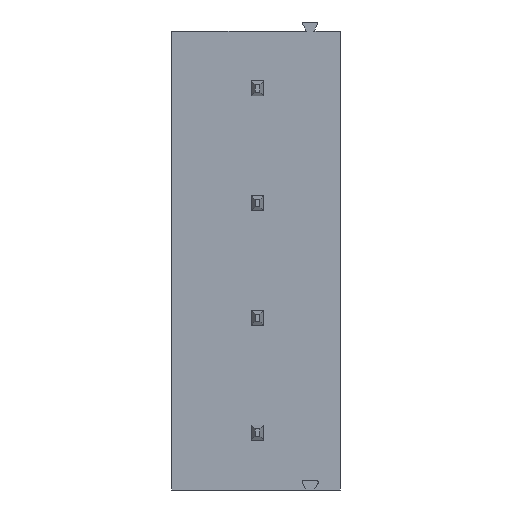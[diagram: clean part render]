
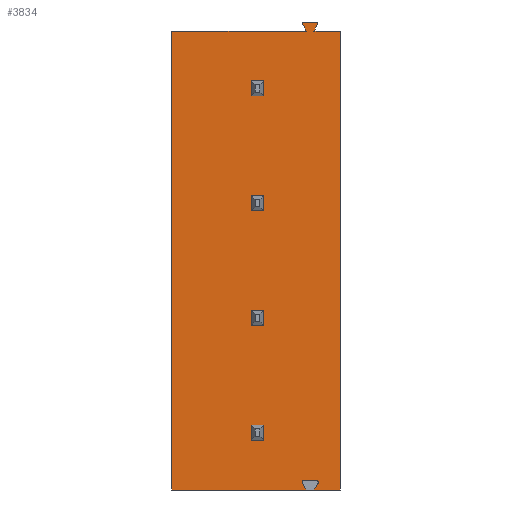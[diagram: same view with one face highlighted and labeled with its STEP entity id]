
A CAD part, front view. The second image highlights one B-rep face of the part: STEP entity #3834.
In plain terms, the highlighted planar face has unit normal (0, -1, 0).
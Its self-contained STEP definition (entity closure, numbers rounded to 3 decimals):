
#22=DIRECTION('',(1.,0.,0.));
#23=VECTOR('',#22,8.935);
#24=CARTESIAN_POINT('',(-5.6,-9.,-26.67));
#25=LINE('',#24,#23);
#38=DIRECTION('',(1.,0.,0.));
#39=VECTOR('',#38,1.735);
#40=CARTESIAN_POINT('',(3.865,-9.,-26.67));
#41=LINE('',#40,#39);
#1013=DIRECTION('',(0.,0.,1.));
#1014=VECTOR('',#1013,30.48);
#1015=CARTESIAN_POINT('',(5.6,-9.,-26.67));
#1016=LINE('',#1015,#1014);
#1081=DIRECTION('',(0.5,0.,-0.866));
#1082=VECTOR('',#1081,0.502);
#1083=CARTESIAN_POINT('',(3.084,-9.,-26.235));
#1084=LINE('',#1083,#1082);
#1085=DIRECTION('',(0.,0.,1.));
#1086=VECTOR('',#1085,30.48);
#1087=CARTESIAN_POINT('',(-5.6,-9.,-26.67));
#1088=LINE('',#1087,#1086);
#1089=DIRECTION('',(0.5,0.,-0.866));
#1090=VECTOR('',#1089,0.468);
#1091=CARTESIAN_POINT('',(3.116,-9.,4.215));
#1092=LINE('',#1091,#1090);
#1093=CARTESIAN_POINT('',(3.229,-9.,4.28));
#1094=DIRECTION('',(0.,-1.,0.));
#1095=DIRECTION('',(0.,0.,1.));
#1096=AXIS2_PLACEMENT_3D('',#1093,#1094,#1095);
#1098=DIRECTION('',(-1.,0.,0.));
#1099=VECTOR('',#1098,0.742);
#1100=CARTESIAN_POINT('',(3.971,-9.,4.41));
#1101=LINE('',#1100,#1099);
#1102=CARTESIAN_POINT('',(3.971,-9.,4.28));
#1103=DIRECTION('',(0.,-1.,0.));
#1104=DIRECTION('',(0.866,0.,-0.5));
#1105=AXIS2_PLACEMENT_3D('',#1102,#1103,#1104);
#1107=DIRECTION('',(0.5,0.,0.866));
#1108=VECTOR('',#1107,0.468);
#1109=CARTESIAN_POINT('',(3.85,-9.,3.81));
#1110=LINE('',#1109,#1108);
#1111=DIRECTION('',(0.5,0.,0.866));
#1112=VECTOR('',#1111,0.502);
#1113=CARTESIAN_POINT('',(3.865,-9.,-26.67));
#1114=LINE('',#1113,#1112);
#1115=CARTESIAN_POINT('',(4.004,-9.,-26.17));
#1116=DIRECTION('',(0.,-1.,0.));
#1117=DIRECTION('',(0.866,0.,-0.5));
#1118=AXIS2_PLACEMENT_3D('',#1115,#1116,#1117);
#1120=DIRECTION('',(-1.,0.,0.));
#1121=VECTOR('',#1120,0.807);
#1122=CARTESIAN_POINT('',(4.004,-9.,-26.04));
#1123=LINE('',#1122,#1121);
#1124=CARTESIAN_POINT('',(3.196,-9.,-26.17));
#1125=DIRECTION('',(0.,-1.,0.));
#1126=DIRECTION('',(0.,0.,1.));
#1127=AXIS2_PLACEMENT_3D('',#1124,#1125,#1126);
#1129=DIRECTION('',(-1.,0.,0.));
#1130=VECTOR('',#1129,0.8);
#1131=CARTESIAN_POINT('',(0.5,-9.,0.5));
#1132=LINE('',#1131,#1130);
#1133=DIRECTION('',(0.,0.,-1.));
#1134=VECTOR('',#1133,1.);
#1135=CARTESIAN_POINT('',(-0.3,-9.,0.5));
#1136=LINE('',#1135,#1134);
#1137=DIRECTION('',(-1.,0.,0.));
#1138=VECTOR('',#1137,0.8);
#1139=CARTESIAN_POINT('',(0.5,-9.,-0.5));
#1140=LINE('',#1139,#1138);
#1141=DIRECTION('',(0.,0.,-1.));
#1142=VECTOR('',#1141,1.);
#1143=CARTESIAN_POINT('',(0.5,-9.,0.5));
#1144=LINE('',#1143,#1142);
#1145=DIRECTION('',(-1.,0.,0.));
#1146=VECTOR('',#1145,0.8);
#1147=CARTESIAN_POINT('',(0.5,-9.,-7.12));
#1148=LINE('',#1147,#1146);
#1149=DIRECTION('',(0.,0.,-1.));
#1150=VECTOR('',#1149,1.);
#1151=CARTESIAN_POINT('',(-0.3,-9.,-7.12));
#1152=LINE('',#1151,#1150);
#1153=DIRECTION('',(-1.,0.,0.));
#1154=VECTOR('',#1153,0.8);
#1155=CARTESIAN_POINT('',(0.5,-9.,-8.12));
#1156=LINE('',#1155,#1154);
#1157=DIRECTION('',(0.,0.,-1.));
#1158=VECTOR('',#1157,1.);
#1159=CARTESIAN_POINT('',(0.5,-9.,-7.12));
#1160=LINE('',#1159,#1158);
#1161=DIRECTION('',(-1.,0.,0.));
#1162=VECTOR('',#1161,0.8);
#1163=CARTESIAN_POINT('',(0.5,-9.,-14.74));
#1164=LINE('',#1163,#1162);
#1165=DIRECTION('',(0.,0.,-1.));
#1166=VECTOR('',#1165,1.);
#1167=CARTESIAN_POINT('',(-0.3,-9.,-14.74));
#1168=LINE('',#1167,#1166);
#1169=DIRECTION('',(-1.,0.,0.));
#1170=VECTOR('',#1169,0.8);
#1171=CARTESIAN_POINT('',(0.5,-9.,-15.74));
#1172=LINE('',#1171,#1170);
#1173=DIRECTION('',(0.,0.,-1.));
#1174=VECTOR('',#1173,1.);
#1175=CARTESIAN_POINT('',(0.5,-9.,-14.74));
#1176=LINE('',#1175,#1174);
#1177=DIRECTION('',(-1.,0.,0.));
#1178=VECTOR('',#1177,0.8);
#1179=CARTESIAN_POINT('',(0.5,-9.,-22.36));
#1180=LINE('',#1179,#1178);
#1181=DIRECTION('',(0.,0.,-1.));
#1182=VECTOR('',#1181,1.);
#1183=CARTESIAN_POINT('',(-0.3,-9.,-22.36));
#1184=LINE('',#1183,#1182);
#1185=DIRECTION('',(-1.,0.,0.));
#1186=VECTOR('',#1185,0.8);
#1187=CARTESIAN_POINT('',(0.5,-9.,-23.36));
#1188=LINE('',#1187,#1186);
#1189=DIRECTION('',(0.,0.,-1.));
#1190=VECTOR('',#1189,1.);
#1191=CARTESIAN_POINT('',(0.5,-9.,-22.36));
#1192=LINE('',#1191,#1190);
#1247=DIRECTION('',(1.,0.,0.));
#1248=VECTOR('',#1247,8.95);
#1249=CARTESIAN_POINT('',(-5.6,-9.,3.81));
#1250=LINE('',#1249,#1248);
#1299=DIRECTION('',(1.,0.,0.));
#1300=VECTOR('',#1299,1.75);
#1301=CARTESIAN_POINT('',(3.85,-9.,3.81));
#1302=LINE('',#1301,#1300);
#1877=CARTESIAN_POINT('',(5.6,-9.,-26.67));
#1879=VERTEX_POINT('',#1877);
#1885=CARTESIAN_POINT('',(5.6,-9.,3.81));
#1887=VERTEX_POINT('',#1885);
#1893=CARTESIAN_POINT('',(-5.6,-9.,-26.67));
#1894=CARTESIAN_POINT('',(-5.6,-9.,3.81));
#1895=VERTEX_POINT('',#1893);
#1896=VERTEX_POINT('',#1894);
#1897=CARTESIAN_POINT('',(3.971,-9.,4.41));
#1898=CARTESIAN_POINT('',(3.229,-9.,4.41));
#1899=VERTEX_POINT('',#1897);
#1900=VERTEX_POINT('',#1898);
#1901=CARTESIAN_POINT('',(3.116,-9.,4.215));
#1902=VERTEX_POINT('',#1901);
#1903=CARTESIAN_POINT('',(4.084,-9.,4.215));
#1904=VERTEX_POINT('',#1903);
#1913=CARTESIAN_POINT('',(3.35,-9.,3.81));
#1914=VERTEX_POINT('',#1913);
#1915=CARTESIAN_POINT('',(3.85,-9.,3.81));
#1916=VERTEX_POINT('',#1915);
#1929=CARTESIAN_POINT('',(3.084,-9.,-26.235));
#1930=CARTESIAN_POINT('',(3.335,-9.,-26.67));
#1931=VERTEX_POINT('',#1929);
#1932=VERTEX_POINT('',#1930);
#1933=CARTESIAN_POINT('',(3.865,-9.,-26.67));
#1934=CARTESIAN_POINT('',(4.116,-9.,-26.235));
#1935=VERTEX_POINT('',#1933);
#1936=VERTEX_POINT('',#1934);
#1937=CARTESIAN_POINT('',(4.004,-9.,-26.04));
#1938=VERTEX_POINT('',#1937);
#1939=CARTESIAN_POINT('',(3.196,-9.,-26.04));
#1940=VERTEX_POINT('',#1939);
#1961=CARTESIAN_POINT('',(0.5,-9.,0.5));
#1962=CARTESIAN_POINT('',(-0.3,-9.,0.5));
#1963=VERTEX_POINT('',#1961);
#1964=VERTEX_POINT('',#1962);
#1965=CARTESIAN_POINT('',(0.5,-9.,-0.5));
#1966=CARTESIAN_POINT('',(-0.3,-9.,-0.5));
#1967=VERTEX_POINT('',#1965);
#1968=VERTEX_POINT('',#1966);
#2053=CARTESIAN_POINT('',(0.5,-9.,-7.12));
#2054=CARTESIAN_POINT('',(-0.3,-9.,-7.12));
#2055=VERTEX_POINT('',#2053);
#2056=VERTEX_POINT('',#2054);
#2057=CARTESIAN_POINT('',(0.5,-9.,-8.12));
#2058=CARTESIAN_POINT('',(-0.3,-9.,-8.12));
#2059=VERTEX_POINT('',#2057);
#2060=VERTEX_POINT('',#2058);
#2249=CARTESIAN_POINT('',(0.5,-9.,-14.74));
#2250=CARTESIAN_POINT('',(-0.3,-9.,-14.74));
#2251=VERTEX_POINT('',#2249);
#2252=VERTEX_POINT('',#2250);
#2253=CARTESIAN_POINT('',(0.5,-9.,-15.74));
#2254=CARTESIAN_POINT('',(-0.3,-9.,-15.74));
#2255=VERTEX_POINT('',#2253);
#2256=VERTEX_POINT('',#2254);
#2329=CARTESIAN_POINT('',(0.5,-9.,-22.36));
#2330=CARTESIAN_POINT('',(-0.3,-9.,-22.36));
#2331=VERTEX_POINT('',#2329);
#2332=VERTEX_POINT('',#2330);
#2333=CARTESIAN_POINT('',(0.5,-9.,-23.36));
#2334=CARTESIAN_POINT('',(-0.3,-9.,-23.36));
#2335=VERTEX_POINT('',#2333);
#2336=VERTEX_POINT('',#2334);
#3758=CARTESIAN_POINT('',(-5.6,-9.,-26.67));
#3759=DIRECTION('',(0.,-1.,0.));
#3760=DIRECTION('',(1.,0.,0.));
#3761=AXIS2_PLACEMENT_3D('',#3758,#3759,#3760);
#3762=PLANE('',#3761);
#3764=ORIENTED_EDGE('',*,*,#3763,.T.);
#3765=ORIENTED_EDGE('',*,*,#2378,.F.);
#3767=ORIENTED_EDGE('',*,*,#3766,.T.);
#3769=ORIENTED_EDGE('',*,*,#3768,.T.);
#3771=ORIENTED_EDGE('',*,*,#3770,.F.);
#3773=ORIENTED_EDGE('',*,*,#3772,.F.);
#3775=ORIENTED_EDGE('',*,*,#3774,.F.);
#3777=ORIENTED_EDGE('',*,*,#3776,.F.);
#3779=ORIENTED_EDGE('',*,*,#3778,.F.);
#3781=ORIENTED_EDGE('',*,*,#3780,.T.);
#3782=ORIENTED_EDGE('',*,*,#3710,.F.);
#3783=ORIENTED_EDGE('',*,*,#2386,.F.);
#3785=ORIENTED_EDGE('',*,*,#3784,.T.);
#3787=ORIENTED_EDGE('',*,*,#3786,.T.);
#3789=ORIENTED_EDGE('',*,*,#3788,.T.);
#3791=ORIENTED_EDGE('',*,*,#3790,.T.);
#3792=EDGE_LOOP('',(#3764,#3765,#3767,#3769,#3771,#3773,#3775,#3777,#3779,#3781,
#3782,#3783,#3785,#3787,#3789,#3791));
#3793=FACE_OUTER_BOUND('',#3792,.F.);
#3795=ORIENTED_EDGE('',*,*,#3794,.T.);
#3797=ORIENTED_EDGE('',*,*,#3796,.T.);
#3799=ORIENTED_EDGE('',*,*,#3798,.F.);
#3801=ORIENTED_EDGE('',*,*,#3800,.F.);
#3802=EDGE_LOOP('',(#3795,#3797,#3799,#3801));
#3803=FACE_BOUND('',#3802,.F.);
#3805=ORIENTED_EDGE('',*,*,#3804,.T.);
#3807=ORIENTED_EDGE('',*,*,#3806,.T.);
#3809=ORIENTED_EDGE('',*,*,#3808,.F.);
#3811=ORIENTED_EDGE('',*,*,#3810,.F.);
#3812=EDGE_LOOP('',(#3805,#3807,#3809,#3811));
#3813=FACE_BOUND('',#3812,.F.);
#3815=ORIENTED_EDGE('',*,*,#3814,.T.);
#3817=ORIENTED_EDGE('',*,*,#3816,.T.);
#3819=ORIENTED_EDGE('',*,*,#3818,.F.);
#3821=ORIENTED_EDGE('',*,*,#3820,.F.);
#3822=EDGE_LOOP('',(#3815,#3817,#3819,#3821));
#3823=FACE_BOUND('',#3822,.F.);
#3825=ORIENTED_EDGE('',*,*,#3824,.T.);
#3827=ORIENTED_EDGE('',*,*,#3826,.T.);
#3829=ORIENTED_EDGE('',*,*,#3828,.F.);
#3831=ORIENTED_EDGE('',*,*,#3830,.F.);
#3832=EDGE_LOOP('',(#3825,#3827,#3829,#3831));
#3833=FACE_BOUND('',#3832,.F.);
#1097=CIRCLE('',#1096,0.13);
#1106=CIRCLE('',#1105,0.13);
#1119=CIRCLE('',#1118,0.13);
#1128=CIRCLE('',#1127,0.13);
#2378=EDGE_CURVE('',#1895,#1932,#25,.T.);
#2386=EDGE_CURVE('',#1935,#1879,#41,.T.);
#3710=EDGE_CURVE('',#1879,#1887,#1016,.T.);
#3763=EDGE_CURVE('',#1931,#1932,#1084,.T.);
#3766=EDGE_CURVE('',#1895,#1896,#1088,.T.);
#3768=EDGE_CURVE('',#1896,#1914,#1250,.T.);
#3770=EDGE_CURVE('',#1902,#1914,#1092,.T.);
#3772=EDGE_CURVE('',#1900,#1902,#1097,.T.);
#3774=EDGE_CURVE('',#1899,#1900,#1101,.T.);
#3776=EDGE_CURVE('',#1904,#1899,#1106,.T.);
#3778=EDGE_CURVE('',#1916,#1904,#1110,.T.);
#3780=EDGE_CURVE('',#1916,#1887,#1302,.T.);
#3784=EDGE_CURVE('',#1935,#1936,#1114,.T.);
#3786=EDGE_CURVE('',#1936,#1938,#1119,.T.);
#3788=EDGE_CURVE('',#1938,#1940,#1123,.T.);
#3790=EDGE_CURVE('',#1940,#1931,#1128,.T.);
#3794=EDGE_CURVE('',#1963,#1964,#1132,.T.);
#3796=EDGE_CURVE('',#1964,#1968,#1136,.T.);
#3798=EDGE_CURVE('',#1967,#1968,#1140,.T.);
#3800=EDGE_CURVE('',#1963,#1967,#1144,.T.);
#3804=EDGE_CURVE('',#2055,#2056,#1148,.T.);
#3806=EDGE_CURVE('',#2056,#2060,#1152,.T.);
#3808=EDGE_CURVE('',#2059,#2060,#1156,.T.);
#3810=EDGE_CURVE('',#2055,#2059,#1160,.T.);
#3814=EDGE_CURVE('',#2251,#2252,#1164,.T.);
#3816=EDGE_CURVE('',#2252,#2256,#1168,.T.);
#3818=EDGE_CURVE('',#2255,#2256,#1172,.T.);
#3820=EDGE_CURVE('',#2251,#2255,#1176,.T.);
#3824=EDGE_CURVE('',#2331,#2332,#1180,.T.);
#3826=EDGE_CURVE('',#2332,#2336,#1184,.T.);
#3828=EDGE_CURVE('',#2335,#2336,#1188,.T.);
#3830=EDGE_CURVE('',#2331,#2335,#1192,.T.);
#3834=ADVANCED_FACE('',(#3793,#3803,#3813,#3823,#3833),#3762,.T.);
